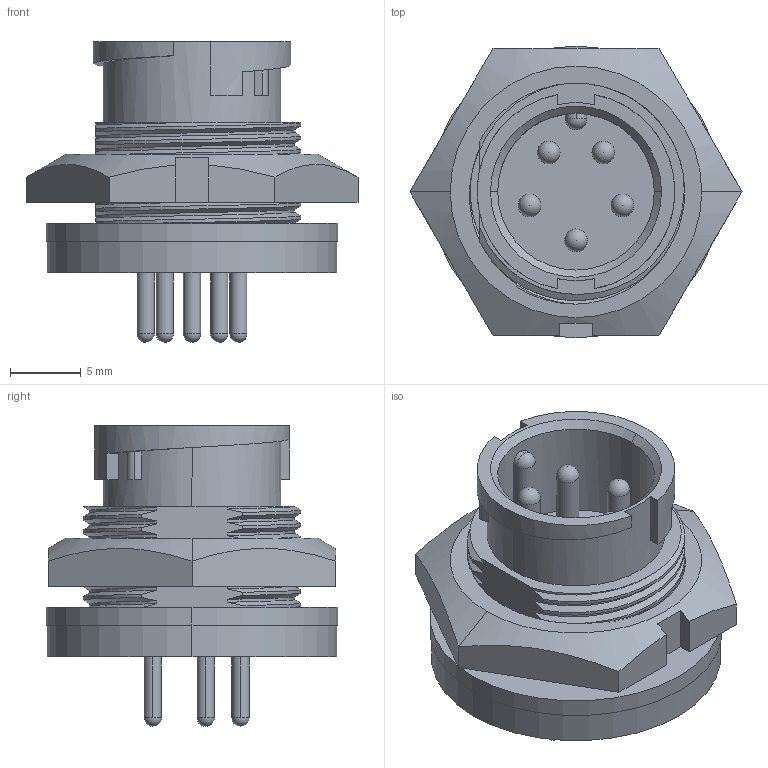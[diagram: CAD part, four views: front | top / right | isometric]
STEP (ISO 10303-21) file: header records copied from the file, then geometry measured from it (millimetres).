
FILE_DESCRIPTION (( 'STEP AP203' ), '1' );
FILE_NAME ('7381-5PG-300.STEP', '2018-01-15T17:25:01', ( '' ), ( '' ), 'SwSTEP 2.0', 'SolidWorks 2017', '' );
FILE_SCHEMA (( 'CONFIG_CONTROL_DESIGN' ));
Length unit declared in the file: inch
Products named in the file (1): 7381-5PG-300
Bounding box: 23.46 x 20.62 x 21.26 mm (x, y, z)
Volume: 2985.6 mm3; surface area: 2965.5 mm2
Topology: 2 solids, 2 shells, 144 faces, 392 edges, 256 vertices
Faces by surface type: cylinder 63, plane 36, bspline 30, sphere 11, cone 4
Entity records: 14587 total; most frequent: CARTESIAN_POINT 11372, ORIENTED_EDGE 742, DIRECTION 549, EDGE_CURVE 371, VERTEX_POINT 246, AXIS2_PLACEMENT_3D 202, EDGE_LOOP 161, LINE 145
